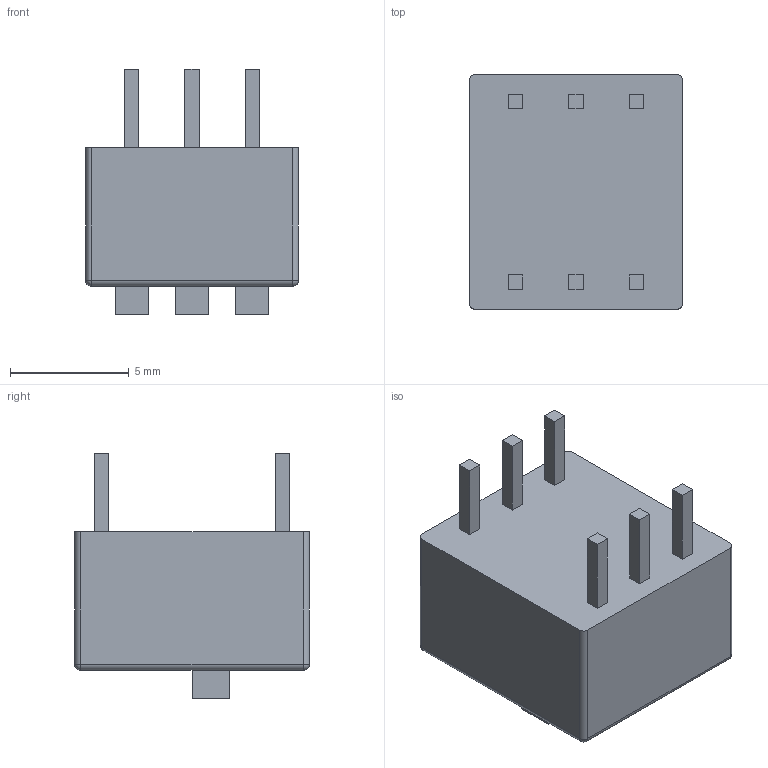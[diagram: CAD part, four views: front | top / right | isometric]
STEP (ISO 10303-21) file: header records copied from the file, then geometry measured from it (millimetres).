
FILE_DESCRIPTION (( 'STEP AP203' ), '1' );
FILE_NAME ('Dip Switch 3.STEP', '2019-12-19T21:47:47', ( '' ), ( '' ), 'SwSTEP 2.0', 'SolidWorks 2017', '' );
FILE_SCHEMA (( 'CONFIG_CONTROL_DESIGN' ));
Length unit declared in the file: millimetre
Products named in the file (1): Dip Switch 3
Bounding box: 8.98 x 9.9 x 10.35 mm (x, y, z)
Volume: 533.8 mm3; surface area: 508.8 mm2
Topology: 4 solids, 4 shells, 93 faces, 214 edges, 134 vertices
Faces by surface type: plane 81, cylinder 8, sphere 4
Entity records: 2607 total; most frequent: CARTESIAN_POINT 438, ORIENTED_EDGE 420, DIRECTION 414, EDGE_CURVE 210, VECTOR 194, LINE 194, VERTEX_POINT 134, AXIS2_PLACEMENT_3D 110
